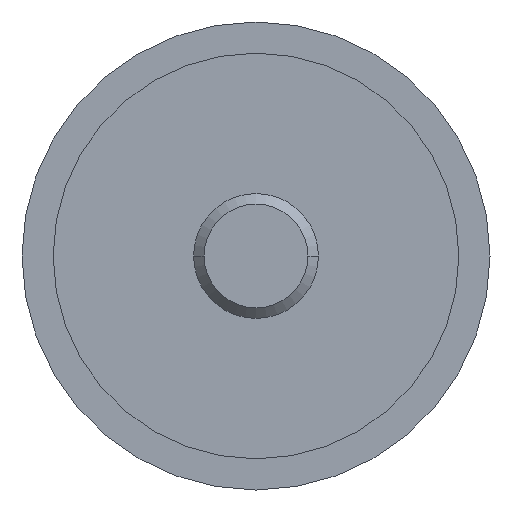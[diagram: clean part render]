
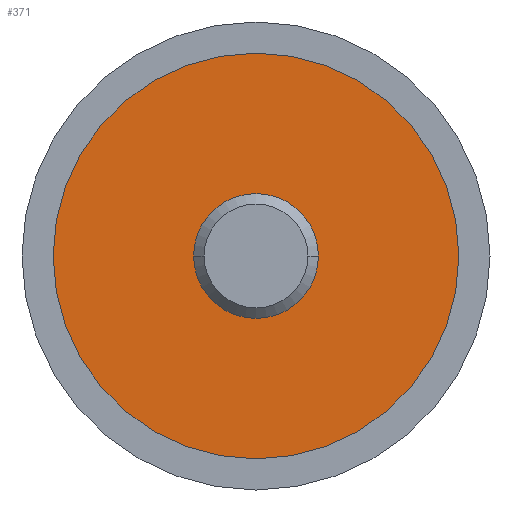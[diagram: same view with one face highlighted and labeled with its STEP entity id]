
A CAD part, front view. The second image highlights one B-rep face of the part: STEP entity #371.
In plain terms, the highlighted planar face has unit normal (0, -1, 0).
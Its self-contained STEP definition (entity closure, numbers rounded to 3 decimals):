
#205=VERTEX_POINT('',#552);
#247=VERTEX_POINT('',#596);
#277=EDGE_CURVE('',#337,#503,#628,.T.);
#337=VERTEX_POINT('',#697);
#357=EDGE_CURVE('',#205,#247,#722,.T.);
#371=ADVANCED_FACE('',(#741,#742),#743,.T.);
#447=EDGE_CURVE('',#503,#337,#827,.T.);
#493=EDGE_CURVE('',#247,#205,#883,.T.);
#503=VERTEX_POINT('',#894);
#552=CARTESIAN_POINT('',(-13.0,0.0,0.));
#596=CARTESIAN_POINT('',(13.0,0.0,0.0));
#628=CIRCLE('',#1046,4.0);
#697=CARTESIAN_POINT('',(4.0,0.0,0.));
#722=CIRCLE('',#1166,13.0);
#741=FACE_BOUND('',#1189,.T.);
#742=FACE_OUTER_BOUND('',#1190,.T.);
#743=PLANE('',#1191);
#827=CIRCLE('',#1298,4.0);
#883=CIRCLE('',#1364,13.0);
#894=CARTESIAN_POINT('',(-4.0,0.0,0.));
#1046=AXIS2_PLACEMENT_3D('',#1488,#1489,#1490);
#1166=AXIS2_PLACEMENT_3D('',#1633,#1634,#1635);
#1189=EDGE_LOOP('',(#1663,#1664));
#1190=EDGE_LOOP('',(#1665,#1666));
#1191=AXIS2_PLACEMENT_3D('',#1667,#1668,#1669);
#1298=AXIS2_PLACEMENT_3D('',#1745,#1746,#1747);
#1364=AXIS2_PLACEMENT_3D('',#1837,#1838,#1839);
#1488=CARTESIAN_POINT('',(0.0,0.0,0.0));
#1489=DIRECTION('',(-0.0,1.0,0.0));
#1490=DIRECTION('',(1.0,0.0,0.0));
#1633=CARTESIAN_POINT('',(0.0,0.0,0.0));
#1634=DIRECTION('',(0.0,-1.0,0.0));
#1635=DIRECTION('',(1.0,0.0,0.0));
#1663=ORIENTED_EDGE('',*,*,#447,.T.);
#1664=ORIENTED_EDGE('',*,*,#277,.T.);
#1665=ORIENTED_EDGE('',*,*,#493,.T.);
#1666=ORIENTED_EDGE('',*,*,#357,.T.);
#1667=CARTESIAN_POINT('',(0.0,0.0,0.0));
#1668=DIRECTION('',(0.0,-1.0,0.0));
#1669=DIRECTION('',(-1.0,0.0,0.0));
#1745=CARTESIAN_POINT('',(0.0,0.0,0.0));
#1746=DIRECTION('',(-0.0,1.0,0.0));
#1747=DIRECTION('',(1.0,0.0,0.0));
#1837=CARTESIAN_POINT('',(0.0,0.0,0.0));
#1838=DIRECTION('',(0.0,-1.0,0.0));
#1839=DIRECTION('',(1.0,0.0,0.0));
